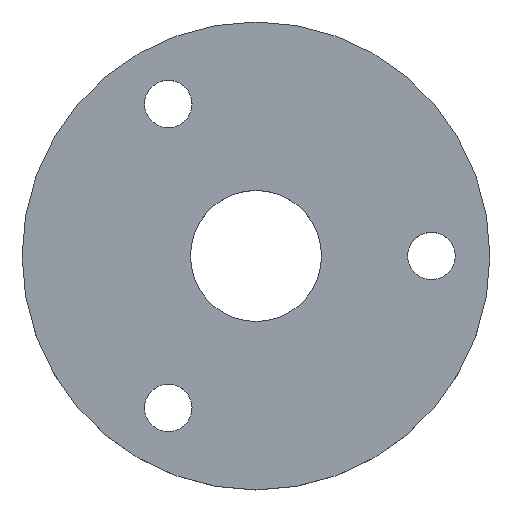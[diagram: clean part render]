
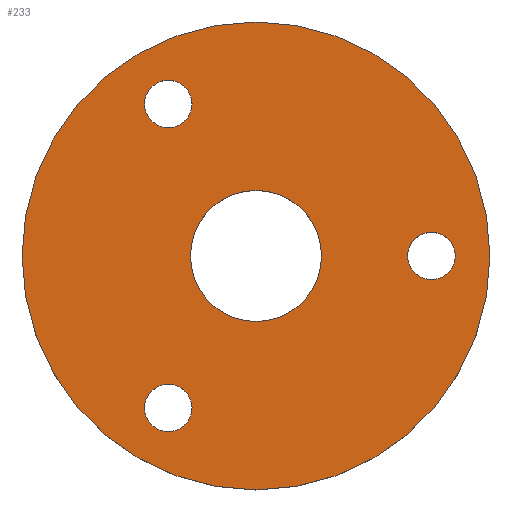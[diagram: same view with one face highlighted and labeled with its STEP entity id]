
A CAD part, top view. The second image highlights one B-rep face of the part: STEP entity #233.
In plain terms, the highlighted planar face has unit normal (0, 0, 1).
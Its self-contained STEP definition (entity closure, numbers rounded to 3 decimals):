
#63=CARTESIAN_POINT('Vertex',(100.,0.,25.)) ;
#77=CARTESIAN_POINT('Vertex',(-100.,0.,25.)) ;
#80=CARTESIAN_POINT('Axis2P3D Location',(0.,0.,25.)) ;
#97=CARTESIAN_POINT('Axis2P3D Location',(0.,0.,25.)) ;
#114=CARTESIAN_POINT('Axis2P3D Location',(0.,0.,25.)) ;
#118=CARTESIAN_POINT('Vertex',(-28.,0.,25.)) ;
#120=CARTESIAN_POINT('Vertex',(28.,0.,25.)) ;
#149=CARTESIAN_POINT('Axis2P3D Location',(0.,0.,25.)) ;
#166=CARTESIAN_POINT('Axis2P3D Location',(0.,0.,25.)) ;
#175=CARTESIAN_POINT('Axis2P3D Location',(75.,0.,25.)) ;
#179=CARTESIAN_POINT('Vertex',(85.15,0.,25.)) ;
#181=CARTESIAN_POINT('Vertex',(64.85,0.,25.)) ;
#184=CARTESIAN_POINT('Axis2P3D Location',(75.,0.,25.)) ;
#197=CARTESIAN_POINT('Axis2P3D Location',(-37.5,64.952,25.)) ;
#201=CARTESIAN_POINT('Vertex',(-42.575,73.742,25.)) ;
#203=CARTESIAN_POINT('Vertex',(-32.425,56.162,25.)) ;
#206=CARTESIAN_POINT('Axis2P3D Location',(-37.5,64.952,25.)) ;
#215=CARTESIAN_POINT('Axis2P3D Location',(-37.5,-64.952,25.)) ;
#219=CARTESIAN_POINT('Vertex',(-42.575,-73.742,25.)) ;
#221=CARTESIAN_POINT('Vertex',(-32.425,-56.162,25.)) ;
#224=CARTESIAN_POINT('Axis2P3D Location',(-37.5,-64.952,25.)) ;
#81=DIRECTION('Axis2P3D Direction',(0.,0.,1.)) ;
#98=DIRECTION('Axis2P3D Direction',(0.,0.,1.)) ;
#115=DIRECTION('Axis2P3D Direction',(0.,0.,1.)) ;
#150=DIRECTION('Axis2P3D Direction',(0.,0.,1.)) ;
#167=DIRECTION('Axis2P3D Direction',(0.,0.,1.)) ;
#168=DIRECTION('Axis2P3D XDirection',(1.,0.,0.)) ;
#176=DIRECTION('Axis2P3D Direction',(0.,0.,1.)) ;
#185=DIRECTION('Axis2P3D Direction',(0.,0.,1.)) ;
#198=DIRECTION('Axis2P3D Direction',(0.,0.,1.)) ;
#207=DIRECTION('Axis2P3D Direction',(0.,0.,1.)) ;
#216=DIRECTION('Axis2P3D Direction',(0.,0.,1.)) ;
#225=DIRECTION('Axis2P3D Direction',(0.,0.,1.)) ;
#82=AXIS2_PLACEMENT_3D('Circle Axis2P3D',#80,#81,$) ;
#99=AXIS2_PLACEMENT_3D('Circle Axis2P3D',#97,#98,$) ;
#116=AXIS2_PLACEMENT_3D('Circle Axis2P3D',#114,#115,$) ;
#151=AXIS2_PLACEMENT_3D('Circle Axis2P3D',#149,#150,$) ;
#169=AXIS2_PLACEMENT_3D('Plane Axis2P3D',#166,#167,#168) ;
#177=AXIS2_PLACEMENT_3D('Circle Axis2P3D',#175,#176,$) ;
#186=AXIS2_PLACEMENT_3D('Circle Axis2P3D',#184,#185,$) ;
#199=AXIS2_PLACEMENT_3D('Circle Axis2P3D',#197,#198,$) ;
#208=AXIS2_PLACEMENT_3D('Circle Axis2P3D',#206,#207,$) ;
#217=AXIS2_PLACEMENT_3D('Circle Axis2P3D',#215,#216,$) ;
#226=AXIS2_PLACEMENT_3D('Circle Axis2P3D',#224,#225,$) ;
#172=ORIENTED_EDGE('',*,*,#84,.T.) ;
#173=ORIENTED_EDGE('',*,*,#101,.T.) ;
#190=ORIENTED_EDGE('',*,*,#183,.F.) ;
#191=ORIENTED_EDGE('',*,*,#188,.F.) ;
#194=ORIENTED_EDGE('',*,*,#122,.F.) ;
#195=ORIENTED_EDGE('',*,*,#153,.F.) ;
#212=ORIENTED_EDGE('',*,*,#205,.F.) ;
#213=ORIENTED_EDGE('',*,*,#210,.F.) ;
#230=ORIENTED_EDGE('',*,*,#223,.F.) ;
#231=ORIENTED_EDGE('',*,*,#228,.F.) ;
#192=FACE_BOUND('',#189,.T.) ;
#196=FACE_BOUND('',#193,.T.) ;
#214=FACE_BOUND('',#211,.T.) ;
#232=FACE_BOUND('',#229,.T.) ;
#233=ADVANCED_FACE('PartBody',(#174,#192,#196,#214,#232),#170,.T.) ;
#83=CIRCLE('generated circle',#82,100.) ;
#100=CIRCLE('generated circle',#99,100.) ;
#117=CIRCLE('generated circle',#116,28.) ;
#152=CIRCLE('generated circle',#151,28.) ;
#178=CIRCLE('generated circle',#177,10.15) ;
#187=CIRCLE('generated circle',#186,10.15) ;
#200=CIRCLE('generated circle',#199,10.15) ;
#209=CIRCLE('generated circle',#208,10.15) ;
#218=CIRCLE('generated circle',#217,10.15) ;
#227=CIRCLE('generated circle',#226,10.15) ;
#84=EDGE_CURVE('',#64,#78,#83,.T.) ;
#101=EDGE_CURVE('',#78,#64,#100,.T.) ;
#122=EDGE_CURVE('',#119,#121,#117,.T.) ;
#153=EDGE_CURVE('',#121,#119,#152,.T.) ;
#183=EDGE_CURVE('',#180,#182,#178,.T.) ;
#188=EDGE_CURVE('',#182,#180,#187,.T.) ;
#205=EDGE_CURVE('',#202,#204,#200,.T.) ;
#210=EDGE_CURVE('',#204,#202,#209,.T.) ;
#223=EDGE_CURVE('',#220,#222,#218,.T.) ;
#228=EDGE_CURVE('',#222,#220,#227,.T.) ;
#171=EDGE_LOOP('',(#172,#173)) ;
#189=EDGE_LOOP('',(#190,#191)) ;
#193=EDGE_LOOP('',(#194,#195)) ;
#211=EDGE_LOOP('',(#212,#213)) ;
#229=EDGE_LOOP('',(#230,#231)) ;
#174=FACE_OUTER_BOUND('',#171,.T.) ;
#170=PLANE('',#169) ;
#64=VERTEX_POINT('',#63) ;
#78=VERTEX_POINT('',#77) ;
#119=VERTEX_POINT('',#118) ;
#121=VERTEX_POINT('',#120) ;
#180=VERTEX_POINT('',#179) ;
#182=VERTEX_POINT('',#181) ;
#202=VERTEX_POINT('',#201) ;
#204=VERTEX_POINT('',#203) ;
#220=VERTEX_POINT('',#219) ;
#222=VERTEX_POINT('',#221) ;
